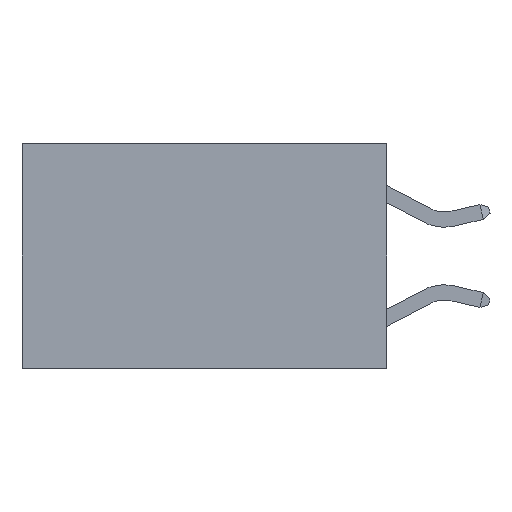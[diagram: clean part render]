
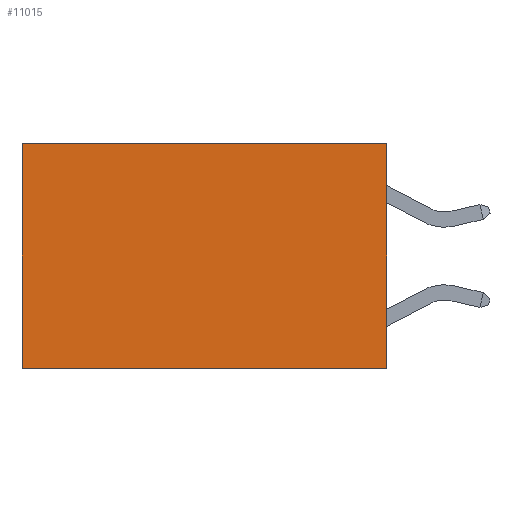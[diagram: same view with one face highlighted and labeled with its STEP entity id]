
A CAD part, left-side view. The second image highlights one B-rep face of the part: STEP entity #11015.
In plain terms, the highlighted planar face has unit normal (-1, 0, 0).
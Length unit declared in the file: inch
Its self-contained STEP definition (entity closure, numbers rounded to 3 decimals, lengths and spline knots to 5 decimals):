
#101 = DIRECTION ( 'NONE',  ( 0., 1., 0. ) ) ;
#389 = CARTESIAN_POINT ( 'NONE',  ( 0.2625, 0., 0. ) ) ;
#563 = CARTESIAN_POINT ( 'NONE',  ( 0.2625, 0.6, -0.37 ) ) ;
#752 = VECTOR ( 'NONE', #101, 39.37008 ) ;
#887 = ORIENTED_EDGE ( 'NONE', *, *, #3691, .T. ) ;
#1348 = VECTOR ( 'NONE', #8076, 39.37008 ) ;
#1454 = ORIENTED_EDGE ( 'NONE', *, *, #10992, .T. ) ;
#1666 = DIRECTION ( 'NONE',  ( 0., 0., -1. ) ) ;
#1744 = CARTESIAN_POINT ( 'NONE',  ( 0.2625, 0.6, 0. ) ) ;
#2796 = CARTESIAN_POINT ( 'NONE',  ( 0.2625, 0., 0. ) ) ;
#3213 = AXIS2_PLACEMENT_3D ( 'NONE', #389, #4077, #1666 ) ;
#3659 = VERTEX_POINT ( 'NONE', #11970 ) ;
#3691 = EDGE_CURVE ( 'NONE', #3659, #8967, #13904, .T. ) ;
#4077 = DIRECTION ( 'NONE',  ( 1., 0., 0. ) ) ;
#4648 = FACE_OUTER_BOUND ( 'NONE', #13821, .T. ) ;
#5380 = DIRECTION ( 'NONE',  ( 0., 0., -1. ) ) ;
#5633 = VERTEX_POINT ( 'NONE', #563 ) ;
#6639 = EDGE_CURVE ( 'NONE', #3659, #12262, #15358, .T. ) ;
#6939 = DIRECTION ( 'NONE',  ( 0., 0., -1. ) ) ;
#7703 = LINE ( 'NONE', #7962, #752 ) ;
#7920 = LINE ( 'NONE', #13372, #10633 ) ;
#7962 = CARTESIAN_POINT ( 'NONE',  ( 0.2625, 0., -0.37 ) ) ;
#8076 = DIRECTION ( 'NONE',  ( 0., 1., 0. ) ) ;
#8967 = VERTEX_POINT ( 'NONE', #1744 ) ;
#10633 = VECTOR ( 'NONE', #6939, 39.37008 ) ;
#10637 = PLANE ( 'NONE',  #3213 ) ;
#10992 = EDGE_CURVE ( 'NONE', #8967, #5633, #7920, .T. ) ;
#11015 = ADVANCED_FACE ( 'NONE', ( #4648 ), #10637, .F. ) ;
#11869 = VECTOR ( 'NONE', #5380, 39.37008 ) ;
#11970 = CARTESIAN_POINT ( 'NONE',  ( 0.2625, 0., 0. ) ) ;
#12262 = VERTEX_POINT ( 'NONE', #16595 ) ;
#12487 = EDGE_CURVE ( 'NONE', #12262, #5633, #7703, .T. ) ;
#13180 = ORIENTED_EDGE ( 'NONE', *, *, #12487, .F. ) ;
#13372 = CARTESIAN_POINT ( 'NONE',  ( 0.2625, 0.6, 0. ) ) ;
#13821 = EDGE_LOOP ( 'NONE', ( #1454, #13180, #15344, #887 ) ) ;
#13904 = LINE ( 'NONE', #14812, #1348 ) ;
#14812 = CARTESIAN_POINT ( 'NONE',  ( 0.2625, 0., 0. ) ) ;
#15344 = ORIENTED_EDGE ( 'NONE', *, *, #6639, .F. ) ;
#15358 = LINE ( 'NONE', #2796, #11869 ) ;
#16595 = CARTESIAN_POINT ( 'NONE',  ( 0.2625, 0., -0.37 ) ) ;
